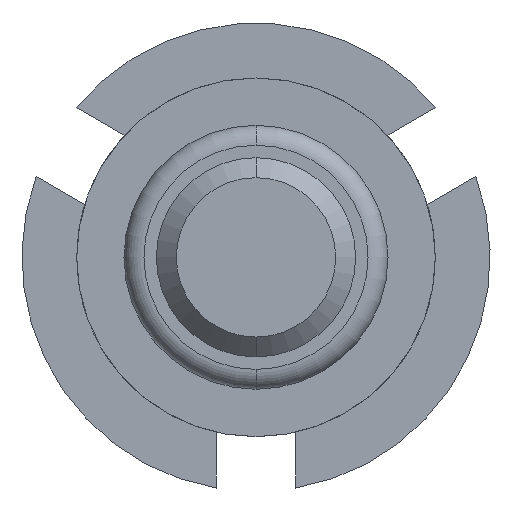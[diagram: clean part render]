
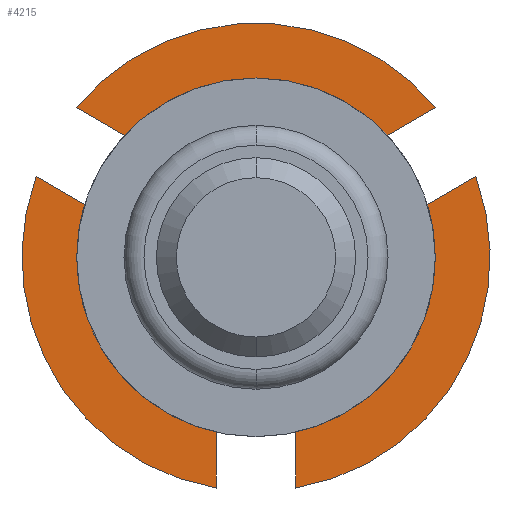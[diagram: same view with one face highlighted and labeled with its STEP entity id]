
A CAD part, front view. The second image highlights one B-rep face of the part: STEP entity #4215.
In plain terms, the highlighted planar face has unit normal (0, -1, 0).
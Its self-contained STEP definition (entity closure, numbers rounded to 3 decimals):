
#4 = CARTESIAN_POINT ( 'NONE',  ( 1.655, 5.5, 0. ) ) ;
#37 = LINE ( 'NONE', #4086, #3556 ) ;
#41 = LINE ( 'NONE', #3338, #2444 ) ;
#99 = LINE ( 'NONE', #3741, #2068 ) ;
#119 = EDGE_CURVE ( 'Defeature ausgef�hrt4_41+Defeature ausgef�hrt4_26+Defeature ausgef�hrt4_42+Defeature ausgef�hrt4_19', #3924, #2634, #1319, .T. ) ;
#151 = ORIENTED_EDGE ( 'NONE', *, *, #3691, .F. ) ;
#154 = VERTEX_POINT ( 'NONE', #184 ) ;
#184 = CARTESIAN_POINT ( 'NONE',  ( -0.4, 5.5, -2.316 ) ) ;
#213 = EDGE_CURVE ( 'Defeature ausgef�hrt4_42+Defeature ausgef�hrt4_26+Defeature ausgef�hrt4_43+Defeature ausgef�hrt4_41', #3560, #3924, #3798, .T. ) ;
#262 = CARTESIAN_POINT ( 'NONE',  ( 1.805, 5.5, 1.504 ) ) ;
#263 = LINE ( 'NONE', #3376, #314 ) ;
#264 = DIRECTION ( 'NONE',  ( -0.839, 0., 0.545 ) ) ;
#309 = EDGE_CURVE ( 'Defeature ausgef�hrt4_27+Defeature ausgef�hrt4_26+Defeature ausgef�hrt4_28+Defeature ausgef�hrt4_30', #2333, #3252, #3345, .T. ) ;
#314 = VECTOR ( 'NONE', #3727, 1000. ) ;
#331 = LINE ( 'NONE', #2236, #2708 ) ;
#441 = DIRECTION ( 'NONE',  ( 0., 1., 0. ) ) ;
#455 = VECTOR ( 'NONE', #3903, 1000. ) ;
#545 = VERTEX_POINT ( 'NONE', #891 ) ;
#621 = ORIENTED_EDGE ( 'NONE', *, *, #701, .F. ) ;
#640 = CARTESIAN_POINT ( 'NONE',  ( 0., 5.5, 0. ) ) ;
#654 = EDGE_CURVE ( 'Defeature ausgef�hrt4_30+Defeature ausgef�hrt4_26+Defeature ausgef�hrt4_27+Defeature ausgef�hrt4_29', #3252, #2845, #4105, .T. ) ;
#697 = AXIS2_PLACEMENT_3D ( 'NONE', #2418, #1433, #1036 ) ;
#701 = EDGE_CURVE ( 'Defeature ausgef�hrt4_19+Defeature ausgef�hrt4_26+Defeature ausgef�hrt4_41+Defeature ausgef�hrt4_40', #2634, #1878, #2271, .T. ) ;
#759 = CARTESIAN_POINT ( 'NONE',  ( 0., 5.5, 0. ) ) ;
#772 = DIRECTION ( 'NONE',  ( 0., 0., -1. ) ) ;
#791 = AXIS2_PLACEMENT_3D ( 'NONE', #759, #441, #772 ) ;
#803 = CARTESIAN_POINT ( 'NONE',  ( -0.4, 5.5, -1.6 ) ) ;
#837 = CARTESIAN_POINT ( 'NONE',  ( 0., 5.5, 1.075 ) ) ;
#846 = EDGE_LOOP ( 'NONE', ( #1439, #1689, #4096, #2049 ) ) ;
#891 = CARTESIAN_POINT ( 'NONE',  ( 0.4, 5.5, -2.316 ) ) ;
#898 = CARTESIAN_POINT ( 'NONE',  ( 0.2, 5.5, 0.346 ) ) ;
#900 = CARTESIAN_POINT ( 'NONE',  ( -1.186, 5.5, 1.146 ) ) ;
#1029 = ORIENTED_EDGE ( 'NONE', *, *, #3477, .F. ) ;
#1036 = DIRECTION ( 'NONE',  ( 0., 0., -1. ) ) ;
#1041 = EDGE_CURVE ( 'Defeature ausgef�hrt4_37+Defeature ausgef�hrt4_26+Defeature ausgef�hrt4_20+Defeature ausgef�hrt4_36', #545, #3883, #331, .T. ) ;
#1042 = CARTESIAN_POINT ( 'NONE',  ( 0., 5.5, -1.075 ) ) ;
#1289 = DIRECTION ( 'NONE',  ( 0.5, 0., 0.866 ) ) ;
#1319 = LINE ( 'NONE', #898, #1427 ) ;
#1373 = VECTOR ( 'NONE', #2354, 1000. ) ;
#1384 = PLANE ( 'NONE',  #2355 ) ;
#1425 = CIRCLE ( 'NONE', #697, 2.35 ) ;
#1427 = VECTOR ( 'NONE', #2282, 1000. ) ;
#1429 = LINE ( 'NONE', #3517, #455 ) ;
#1433 = DIRECTION ( 'NONE',  ( 0., 1., 0. ) ) ;
#1439 = ORIENTED_EDGE ( 'NONE', *, *, #2771, .F. ) ;
#1503 = CARTESIAN_POINT ( 'NONE',  ( -2.205, 5.5, 0.811 ) ) ;
#1509 = CARTESIAN_POINT ( 'NONE',  ( -1.805, 5.5, 1.504 ) ) ;
#1519 = LINE ( 'NONE', #3009, #3232 ) ;
#1531 = AXIS2_PLACEMENT_3D ( 'NONE', #640, #4407, #3448 ) ;
#1689 = ORIENTED_EDGE ( 'NONE', *, *, #4027, .F. ) ;
#1716 = CARTESIAN_POINT ( 'NONE',  ( -1.586, 5.5, 0.454 ) ) ;
#1718 = DIRECTION ( 'NONE',  ( -0.866, 0., -0.5 ) ) ;
#1810 = ORIENTED_EDGE ( 'NONE', *, *, #3001, .F. ) ;
#1836 = VERTEX_POINT ( 'NONE', #2188 ) ;
#1878 = VERTEX_POINT ( 'NONE', #262 ) ;
#1895 = DIRECTION ( 'NONE',  ( 0., 0., 1. ) ) ;
#1900 = ORIENTED_EDGE ( 'NONE', *, *, #4046, .F. ) ;
#1918 = CARTESIAN_POINT ( 'NONE',  ( 2.205, 5.5, 0.811 ) ) ;
#1983 = CARTESIAN_POINT ( 'NONE',  ( -1.386, 5.5, 0.8 ) ) ;
#2034 = EDGE_CURVE ( 'Defeature ausgef�hrt4_40+Defeature ausgef�hrt4_26+Defeature ausgef�hrt4_19+Defeature ausgef�hrt4_39', #1878, #1836, #99, .T. ) ;
#2036 = CARTESIAN_POINT ( 'NONE',  ( 0., 5.5, 0. ) ) ;
#2049 = ORIENTED_EDGE ( 'NONE', *, *, #309, .F. ) ;
#2068 = VECTOR ( 'NONE', #1718, 1000. ) ;
#2149 = ORIENTED_EDGE ( 'NONE', *, *, #119, .F. ) ;
#2157 = CARTESIAN_POINT ( 'NONE',  ( 1.586, 5.5, 0.454 ) ) ;
#2169 = EDGE_CURVE ( 'Defeature ausgef�hrt4_36+Defeature ausgef�hrt4_26+Defeature ausgef�hrt4_37+Defeature ausgef�hrt4_35', #3883, #2453, #1429, .T. ) ;
#2188 = CARTESIAN_POINT ( 'NONE',  ( 1.186, 5.5, 1.146 ) ) ;
#2190 = CARTESIAN_POINT ( 'NONE',  ( -1.655, 5.5, 0. ) ) ;
#2197 = EDGE_CURVE ( 'Defeature ausgef�hrt4_35+Defeature ausgef�hrt4_26+Defeature ausgef�hrt4_36+Defeature ausgef�hrt4_34', #2453, #154, #4002, .T. ) ;
#2200 = ORIENTED_EDGE ( 'NONE', *, *, #1041, .F. ) ;
#2205 = DIRECTION ( 'NONE',  ( 0.866, 0., 0.5 ) ) ;
#2236 = CARTESIAN_POINT ( 'NONE',  ( 0.4, 5.5, 0. ) ) ;
#2271 = CIRCLE ( 'NONE', #1531, 2.35 ) ;
#2282 = DIRECTION ( 'NONE',  ( -0.866, 0., 0.5 ) ) ;
#2333 = VERTEX_POINT ( 'NONE', #837 ) ;
#2354 = DIRECTION ( 'NONE',  ( 0.5, 0., -0.866 ) ) ;
#2355 = AXIS2_PLACEMENT_3D ( 'NONE', #2036, #3433, #3810 ) ;
#2418 = CARTESIAN_POINT ( 'NONE',  ( 0., 5.5, 0. ) ) ;
#2428 = ORIENTED_EDGE ( 'NONE', *, *, #3585, .F. ) ;
#2444 = VECTOR ( 'NONE', #264, 1000. ) ;
#2453 = VERTEX_POINT ( 'NONE', #803 ) ;
#2520 = FACE_OUTER_BOUND ( 'NONE', #2763, .T. ) ;
#2634 = VERTEX_POINT ( 'NONE', #1509 ) ;
#2708 = VECTOR ( 'NONE', #1895, 1000. ) ;
#2723 = DIRECTION ( 'NONE',  ( 0.866, 0., -0.5 ) ) ;
#2755 = LINE ( 'NONE', #4078, #1373 ) ;
#2763 = EDGE_LOOP ( 'NONE', ( #2149, #4090, #2428, #1810, #4366, #2780, #2200, #151, #1900, #1029, #4010, #621 ) ) ;
#2771 = EDGE_CURVE ( 'Defeature ausgef�hrt4_28+Defeature ausgef�hrt4_26+Defeature ausgef�hrt4_29+Defeature ausgef�hrt4_27', #4234, #2333, #41, .T. ) ;
#2780 = ORIENTED_EDGE ( 'NONE', *, *, #2169, .F. ) ;
#2845 = VERTEX_POINT ( 'NONE', #1042 ) ;
#3001 = EDGE_CURVE ( 'Defeature ausgef�hrt4_34+Defeature ausgef�hrt4_26+Defeature ausgef�hrt4_35+Defeature ausgef�hrt4_43', #154, #3838, #1425, .T. ) ;
#3009 = CARTESIAN_POINT ( 'NONE',  ( 0.2, 5.5, -0.346 ) ) ;
#3056 = CARTESIAN_POINT ( 'NONE',  ( 0., 5.5, -1.075 ) ) ;
#3077 = VECTOR ( 'NONE', #3772, 1000. ) ;
#3232 = VECTOR ( 'NONE', #2205, 1000. ) ;
#3252 = VERTEX_POINT ( 'NONE', #2190 ) ;
#3338 = CARTESIAN_POINT ( 'NONE',  ( 0., 5.5, 1.075 ) ) ;
#3345 = LINE ( 'NONE', #4422, #3456 ) ;
#3376 = CARTESIAN_POINT ( 'NONE',  ( 1.655, 5.5, 0. ) ) ;
#3401 = DIRECTION ( 'NONE',  ( -0.839, 0., -0.545 ) ) ;
#3433 = DIRECTION ( 'NONE',  ( 0., -1., 0. ) ) ;
#3448 = DIRECTION ( 'NONE',  ( 0., 0., -1. ) ) ;
#3456 = VECTOR ( 'NONE', #3401, 1000. ) ;
#3477 = EDGE_CURVE ( 'Defeature ausgef�hrt4_39+Defeature ausgef�hrt4_26+Defeature ausgef�hrt4_40+Defeature ausgef�hrt4_38', #1836, #4373, #2755, .T. ) ;
#3517 = CARTESIAN_POINT ( 'NONE',  ( 0., 5.5, -1.6 ) ) ;
#3555 = CARTESIAN_POINT ( 'NONE',  ( -0.4, 5.5, 0. ) ) ;
#3556 = VECTOR ( 'NONE', #2723, 1000. ) ;
#3560 = VERTEX_POINT ( 'NONE', #1716 ) ;
#3585 = EDGE_CURVE ( 'Defeature ausgef�hrt4_43+Defeature ausgef�hrt4_26+Defeature ausgef�hrt4_34+Defeature ausgef�hrt4_42', #3838, #3560, #37, .T. ) ;
#3691 = EDGE_CURVE ( 'Defeature ausgef�hrt4_20+Defeature ausgef�hrt4_26+Defeature ausgef�hrt4_38+Defeature ausgef�hrt4_37', #4163, #545, #4104, .T. ) ;
#3727 = DIRECTION ( 'NONE',  ( 0.839, 0., 0.545 ) ) ;
#3741 = CARTESIAN_POINT ( 'NONE',  ( -0.2, 5.5, 0.346 ) ) ;
#3772 = DIRECTION ( 'NONE',  ( 0.839, 0., -0.545 ) ) ;
#3798 = LINE ( 'NONE', #1983, #3901 ) ;
#3810 = DIRECTION ( 'NONE',  ( 0., 0., -1. ) ) ;
#3838 = VERTEX_POINT ( 'NONE', #1503 ) ;
#3883 = VERTEX_POINT ( 'NONE', #4301 ) ;
#3901 = VECTOR ( 'NONE', #1289, 1000. ) ;
#3903 = DIRECTION ( 'NONE',  ( -1., 0., 0. ) ) ;
#3924 = VERTEX_POINT ( 'NONE', #900 ) ;
#3940 = FACE_BOUND ( 'NONE', #846, .T. ) ;
#4002 = LINE ( 'NONE', #3555, #4166 ) ;
#4010 = ORIENTED_EDGE ( 'NONE', *, *, #2034, .F. ) ;
#4027 = EDGE_CURVE ( 'Defeature ausgef�hrt4_29+Defeature ausgef�hrt4_26+Defeature ausgef�hrt4_30+Defeature ausgef�hrt4_28', #2845, #4234, #263, .T. ) ;
#4046 = EDGE_CURVE ( 'Defeature ausgef�hrt4_38+Defeature ausgef�hrt4_26+Defeature ausgef�hrt4_39+Defeature ausgef�hrt4_20', #4373, #4163, #1519, .T. ) ;
#4078 = CARTESIAN_POINT ( 'NONE',  ( 1.386, 5.5, 0.8 ) ) ;
#4086 = CARTESIAN_POINT ( 'NONE',  ( -0.2, 5.5, -0.346 ) ) ;
#4090 = ORIENTED_EDGE ( 'NONE', *, *, #213, .F. ) ;
#4096 = ORIENTED_EDGE ( 'NONE', *, *, #654, .F. ) ;
#4104 = CIRCLE ( 'NONE', #791, 2.35 ) ;
#4105 = LINE ( 'NONE', #3056, #3077 ) ;
#4163 = VERTEX_POINT ( 'NONE', #1918 ) ;
#4166 = VECTOR ( 'NONE', #4248, 1000. ) ;
#4215 = ADVANCED_FACE ( 'Defeature ausgef�hrt4_26', ( #2520, #3940 ), #1384, .T. ) ;
#4234 = VERTEX_POINT ( 'NONE', #4 ) ;
#4248 = DIRECTION ( 'NONE',  ( 0., 0., -1. ) ) ;
#4301 = CARTESIAN_POINT ( 'NONE',  ( 0.4, 5.5, -1.6 ) ) ;
#4366 = ORIENTED_EDGE ( 'NONE', *, *, #2197, .F. ) ;
#4373 = VERTEX_POINT ( 'NONE', #2157 ) ;
#4407 = DIRECTION ( 'NONE',  ( 0., 1., 0. ) ) ;
#4422 = CARTESIAN_POINT ( 'NONE',  ( -1.655, 5.5, 0. ) ) ;
